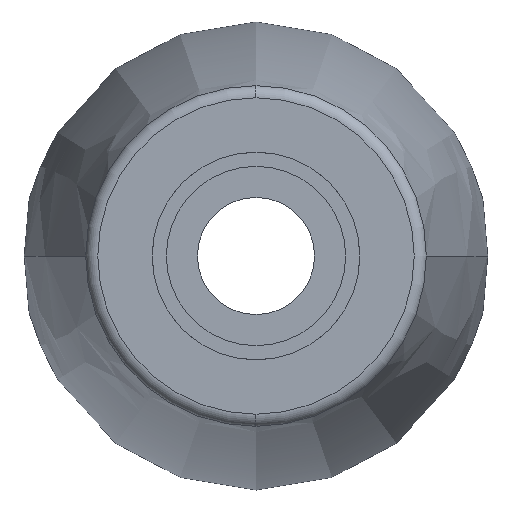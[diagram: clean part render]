
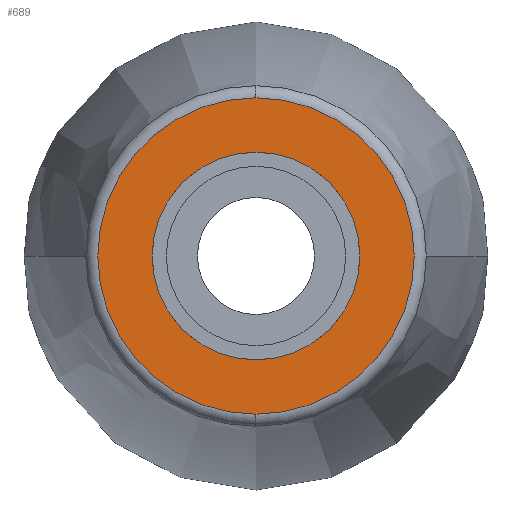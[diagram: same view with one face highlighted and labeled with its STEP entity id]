
A CAD part, left-side view. The second image highlights one B-rep face of the part: STEP entity #689.
In plain terms, the highlighted planar face has unit normal (-1, 0, 0).
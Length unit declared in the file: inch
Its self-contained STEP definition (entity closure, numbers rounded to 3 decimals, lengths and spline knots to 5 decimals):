
#100 = DIRECTION ( 'NONE',  ( 0., 0., 1. ) ) ;
#140 = AXIS2_PLACEMENT_3D ( 'NONE', #421, #547, #1409 ) ;
#141 = EDGE_CURVE ( 'NONE', #218, #372, #842, .T. ) ;
#170 = CARTESIAN_POINT ( 'NONE',  ( -0.875, 0., 0. ) ) ;
#209 = DIRECTION ( 'NONE',  ( 0., 0., 1. ) ) ;
#218 = VERTEX_POINT ( 'NONE', #553 ) ;
#298 = DIRECTION ( 'NONE',  ( 0., 0., 1. ) ) ;
#348 = DIRECTION ( 'NONE',  ( -1., 0., 0. ) ) ;
#372 = VERTEX_POINT ( 'NONE', #382 ) ;
#375 = AXIS2_PLACEMENT_3D ( 'NONE', #1501, #1480, #510 ) ;
#382 = CARTESIAN_POINT ( 'NONE',  ( -0.875, 0., -0.25351 ) ) ;
#413 = CARTESIAN_POINT ( 'NONE',  ( -0.875, 0.125, 0. ) ) ;
#421 = CARTESIAN_POINT ( 'NONE',  ( -0.875, 0., 0. ) ) ;
#478 = EDGE_LOOP ( 'NONE', ( #1584, #894 ) ) ;
#493 = EDGE_LOOP ( 'NONE', ( #1336, #1457 ) ) ;
#510 = DIRECTION ( 'NONE',  ( 0., 0., -1. ) ) ;
#547 = DIRECTION ( 'NONE',  ( 1., 0., 0. ) ) ;
#549 = CIRCLE ( 'NONE', #621, 0.25351 ) ;
#553 = CARTESIAN_POINT ( 'NONE',  ( -0.875, 0., 0.25351 ) ) ;
#621 = AXIS2_PLACEMENT_3D ( 'NONE', #1140, #348, #100 ) ;
#659 = AXIS2_PLACEMENT_3D ( 'NONE', #170, #1035, #298 ) ;
#689 = ADVANCED_FACE ( 'NONE', ( #1585, #943 ), #1221, .T. ) ;
#742 = EDGE_CURVE ( 'NONE', #1339, #1354, #1230, .T. ) ;
#824 = DIRECTION ( 'NONE',  ( -1., 0., 0. ) ) ;
#839 = CIRCLE ( 'NONE', #375, 0.16632 ) ;
#842 = CIRCLE ( 'NONE', #659, 0.25351 ) ;
#894 = ORIENTED_EDGE ( 'NONE', *, *, #141, .T. ) ;
#943 = FACE_BOUND ( 'NONE', #493, .T. ) ;
#954 = AXIS2_PLACEMENT_3D ( 'NONE', #413, #824, #209 ) ;
#1035 = DIRECTION ( 'NONE',  ( -1., 0., 0. ) ) ;
#1140 = CARTESIAN_POINT ( 'NONE',  ( -0.875, 0., 0. ) ) ;
#1221 = PLANE ( 'NONE',  #954 ) ;
#1230 = CIRCLE ( 'NONE', #140, 0.16632 ) ;
#1336 = ORIENTED_EDGE ( 'NONE', *, *, #1580, .T. ) ;
#1339 = VERTEX_POINT ( 'NONE', #1560 ) ;
#1354 = VERTEX_POINT ( 'NONE', #1519 ) ;
#1409 = DIRECTION ( 'NONE',  ( 0., 0., -1. ) ) ;
#1457 = ORIENTED_EDGE ( 'NONE', *, *, #742, .T. ) ;
#1480 = DIRECTION ( 'NONE',  ( 1., 0., 0. ) ) ;
#1501 = CARTESIAN_POINT ( 'NONE',  ( -0.875, 0., 0. ) ) ;
#1519 = CARTESIAN_POINT ( 'NONE',  ( -0.875, 0.16632, 0. ) ) ;
#1543 = EDGE_CURVE ( 'NONE', #372, #218, #549, .T. ) ;
#1560 = CARTESIAN_POINT ( 'NONE',  ( -0.875, -0.16632, 0. ) ) ;
#1580 = EDGE_CURVE ( 'NONE', #1354, #1339, #839, .T. ) ;
#1584 = ORIENTED_EDGE ( 'NONE', *, *, #1543, .T. ) ;
#1585 = FACE_OUTER_BOUND ( 'NONE', #478, .T. ) ;
